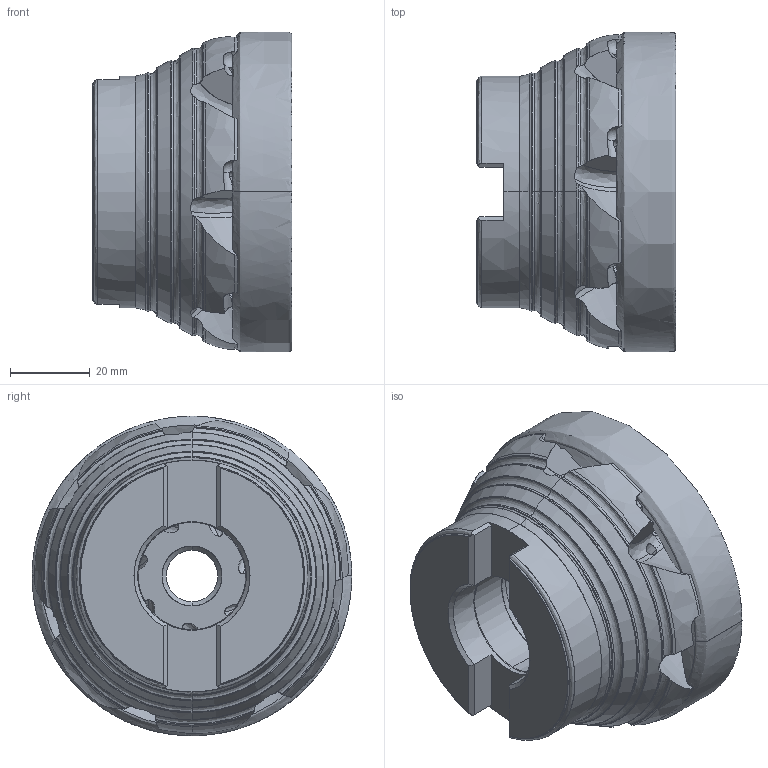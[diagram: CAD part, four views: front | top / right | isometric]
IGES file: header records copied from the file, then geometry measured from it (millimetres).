
Start section: SolidWorks IGES file using analytic representation for surfaces
Global section: file name: 90PP_080_723_7.IGS; native system: SolidWorks 2016; preprocessor: SolidWorks 2016; author: phk; date: 160722.115850; units: millimetre
Bounding box: 50.04 x 79.95 x 79.95 mm (x, y, z)
Surface area: 28982.9 mm2 (no closed solid volume)
Topology: 0 solids, 0 shells, 564 faces, 8669 edges, 8655 vertices
Faces by surface type: revolution 299, bspline 265
